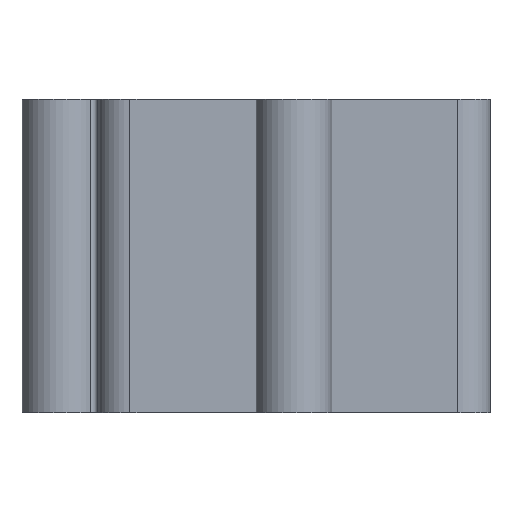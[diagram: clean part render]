
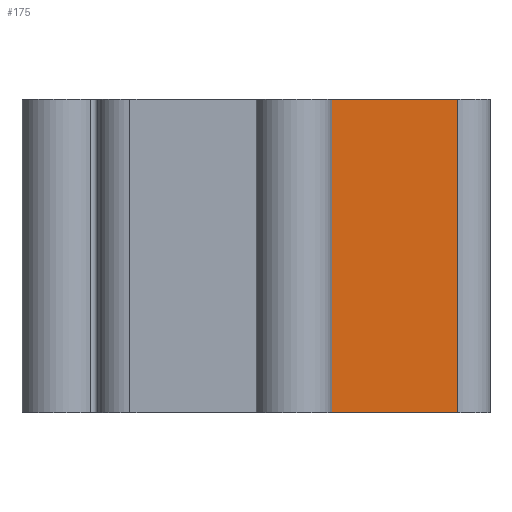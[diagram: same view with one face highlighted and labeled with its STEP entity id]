
A CAD part, left-side view. The second image highlights one B-rep face of the part: STEP entity #175.
In plain terms, the highlighted planar face has unit normal (-1, 0, 0).
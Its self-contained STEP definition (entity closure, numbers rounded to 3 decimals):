
#175 = ADVANCED_FACE( '', ( #390 ), #391, .F. );
#390 = FACE_OUTER_BOUND( '', #639, .T. );
#391 = PLANE( '', #640 );
#639 = EDGE_LOOP( '', ( #1172, #1173, #1174, #1175 ) );
#640 = AXIS2_PLACEMENT_3D( '', #1176, #1177, #1178 );
#1172 = ORIENTED_EDGE( '', *, *, #1708, .T. );
#1173 = ORIENTED_EDGE( '', *, *, #1610, .F. );
#1174 = ORIENTED_EDGE( '', *, *, #1692, .F. );
#1175 = ORIENTED_EDGE( '', *, *, #1758, .T. );
#1176 = CARTESIAN_POINT( '', ( -19., 8.757, 8. ) );
#1177 = DIRECTION( '', ( 1., 0., 0. ) );
#1178 = DIRECTION( '', ( 0., 0., -1. ) );
#1610 = EDGE_CURVE( '', #1973, #1968, #1975, .T. );
#1692 = EDGE_CURVE( '', #2108, #1973, #2110, .T. );
#1708 = EDGE_CURVE( '', #2132, #1968, #2133, .T. );
#1758 = EDGE_CURVE( '', #2108, #2132, #2202, .T. );
#1968 = VERTEX_POINT( '', #2583 );
#1973 = VERTEX_POINT( '', #2589 );
#1975 = LINE( '', #2591, #2592 );
#2108 = VERTEX_POINT( '', #2859 );
#2110 = LINE( '', #2861, #2862 );
#2132 = VERTEX_POINT( '', #2890 );
#2133 = LINE( '', #2891, #2892 );
#2202 = LINE( '', #2984, #2985 );
#2583 = CARTESIAN_POINT( '', ( -19., 1.65, -8. ) );
#2589 = CARTESIAN_POINT( '', ( -19., 1.65, 8. ) );
#2591 = CARTESIAN_POINT( '', ( -19., 1.65, 8. ) );
#2592 = VECTOR( '', #3234, 1000. );
#2859 = CARTESIAN_POINT( '', ( -19., 8.757, 8. ) );
#2861 = CARTESIAN_POINT( '', ( -19., 8.757, 8. ) );
#2862 = VECTOR( '', #3359, 1000. );
#2890 = CARTESIAN_POINT( '', ( -19., 8.757, -8. ) );
#2891 = CARTESIAN_POINT( '', ( -19., 8.757, -8. ) );
#2892 = VECTOR( '', #3384, 1000. );
#2984 = CARTESIAN_POINT( '', ( -19., 8.757, 8. ) );
#2985 = VECTOR( '', #3459, 1000. );
#3234 = DIRECTION( '', ( 0., 0., -1. ) );
#3359 = DIRECTION( '', ( 0., -1., 0. ) );
#3384 = DIRECTION( '', ( 0., -1., 0. ) );
#3459 = DIRECTION( '', ( 0., 0., -1. ) );
